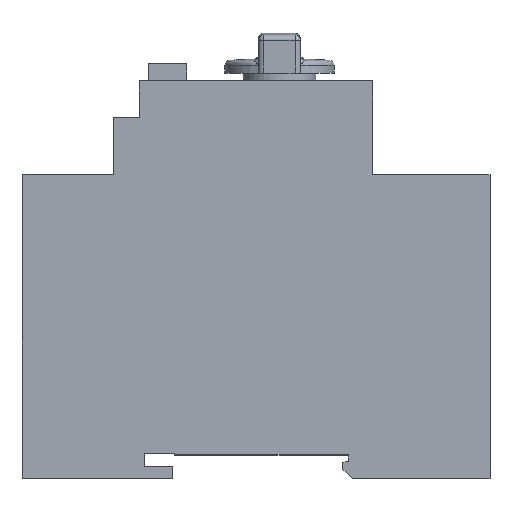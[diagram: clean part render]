
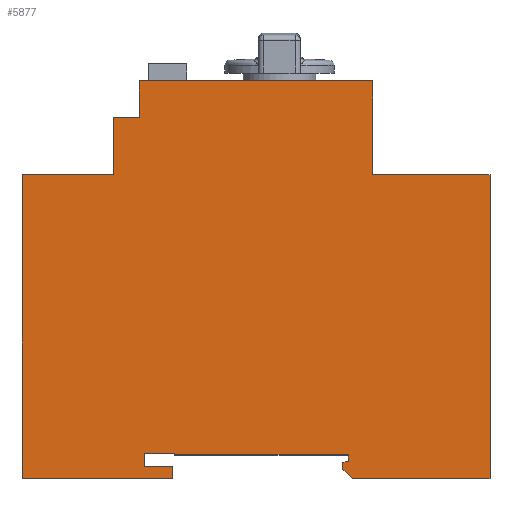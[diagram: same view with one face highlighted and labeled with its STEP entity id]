
A CAD part, top view. The second image highlights one B-rep face of the part: STEP entity #5877.
In plain terms, the highlighted planar face has unit normal (0, 0, 1).
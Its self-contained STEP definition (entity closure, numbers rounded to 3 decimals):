
#5200=CARTESIAN_POINT('',(22.45,53.85,22.35));
#5201=VERTEX_POINT('',#5200);
#5208=CARTESIAN_POINT('',(44.95,53.85,22.35));
#5209=VERTEX_POINT('',#5208);
#5210=CARTESIAN_POINT('',(22.45,53.85,22.35));
#5211=DIRECTION('',(1.0,0.0,0.0));
#5212=VECTOR('',#5211,22.5);
#5213=LINE('',#5210,#5212);
#5214=EDGE_CURVE('',#5201,#5209,#5213,.T.);
#5248=CARTESIAN_POINT('',(44.95,-4.5,22.35));
#5249=VERTEX_POINT('',#5248);
#5250=CARTESIAN_POINT('',(44.95,53.85,22.35));
#5251=DIRECTION('',(0.0,-1.0,0.0));
#5252=VECTOR('',#5251,58.35);
#5253=LINE('',#5250,#5252);
#5254=EDGE_CURVE('',#5209,#5249,#5253,.T.);
#5297=CARTESIAN_POINT('',(18.5,-4.5,22.35));
#5298=VERTEX_POINT('',#5297);
#5299=CARTESIAN_POINT('',(44.95,-4.5,22.35));
#5300=DIRECTION('',(-1.0,0.0,0.0));
#5301=VECTOR('',#5300,26.45);
#5302=LINE('',#5299,#5301);
#5303=EDGE_CURVE('',#5249,#5298,#5302,.T.);
#5328=CARTESIAN_POINT('',(16.7,-2.7,22.35));
#5329=VERTEX_POINT('',#5328);
#5330=CARTESIAN_POINT('',(18.5,-4.5,22.35));
#5331=DIRECTION('',(-0.707,0.707,0.0));
#5332=VECTOR('',#5331,2.546);
#5333=LINE('',#5330,#5332);
#5334=EDGE_CURVE('',#5298,#5329,#5333,.T.);
#5359=CARTESIAN_POINT('',(16.7,-1.468,22.35));
#5360=VERTEX_POINT('',#5359);
#5361=CARTESIAN_POINT('',(16.7,-2.7,22.35));
#5362=DIRECTION('',(0.0,1.0,0.0));
#5363=VECTOR('',#5362,1.232);
#5364=LINE('',#5361,#5363);
#5365=EDGE_CURVE('',#5329,#5360,#5364,.T.);
#5390=CARTESIAN_POINT('',(17.7,-1.2,22.35));
#5391=VERTEX_POINT('',#5390);
#5392=CARTESIAN_POINT('',(16.7,-1.468,22.35));
#5393=DIRECTION('',(0.966,0.259,0.0));
#5394=VECTOR('',#5393,1.035);
#5395=LINE('',#5392,#5394);
#5396=EDGE_CURVE('',#5360,#5391,#5395,.T.);
#5421=CARTESIAN_POINT('',(17.7,0.0,22.35));
#5422=VERTEX_POINT('',#5421);
#5423=CARTESIAN_POINT('',(17.7,-1.2,22.35));
#5424=DIRECTION('',(0.0,1.0,0.0));
#5425=VECTOR('',#5424,1.2);
#5426=LINE('',#5423,#5425);
#5427=EDGE_CURVE('',#5391,#5422,#5426,.T.);
#5452=CARTESIAN_POINT('',(-15.6,0.,22.35));
#5453=VERTEX_POINT('',#5452);
#5454=CARTESIAN_POINT('',(-15.6,0.,22.35));
#5455=DIRECTION('',(1.0,0.0,0.0));
#5456=VECTOR('',#5455,33.3);
#5457=LINE('',#5454,#5456);
#5458=EDGE_CURVE('',#5453,#5422,#5457,.T.);
#5483=CARTESIAN_POINT('',(-15.6,0.3,22.35));
#5484=VERTEX_POINT('',#5483);
#5485=CARTESIAN_POINT('',(-15.6,0.,22.35));
#5486=DIRECTION('',(0.0,1.0,0.0));
#5487=VECTOR('',#5486,0.3);
#5488=LINE('',#5485,#5487);
#5489=EDGE_CURVE('',#5453,#5484,#5488,.T.);
#5514=CARTESIAN_POINT('',(-21.5,0.3,22.35));
#5515=VERTEX_POINT('',#5514);
#5516=CARTESIAN_POINT('',(-15.6,0.3,22.35));
#5517=DIRECTION('',(-1.0,0.0,0.0));
#5518=VECTOR('',#5517,5.9);
#5519=LINE('',#5516,#5518);
#5520=EDGE_CURVE('',#5484,#5515,#5519,.T.);
#5545=CARTESIAN_POINT('',(-21.5,-2.2,22.35));
#5546=VERTEX_POINT('',#5545);
#5547=CARTESIAN_POINT('',(-21.5,0.3,22.35));
#5548=DIRECTION('',(0.0,-1.0,0.0));
#5549=VECTOR('',#5548,2.5);
#5550=LINE('',#5547,#5549);
#5551=EDGE_CURVE('',#5515,#5546,#5550,.T.);
#5576=CARTESIAN_POINT('',(-16.05,-2.2,22.35));
#5577=VERTEX_POINT('',#5576);
#5578=CARTESIAN_POINT('',(-21.5,-2.2,22.35));
#5579=DIRECTION('',(1.0,0.0,0.0));
#5580=VECTOR('',#5579,5.45);
#5581=LINE('',#5578,#5580);
#5582=EDGE_CURVE('',#5546,#5577,#5581,.T.);
#5607=CARTESIAN_POINT('',(-16.05,-4.5,22.35));
#5608=VERTEX_POINT('',#5607);
#5609=CARTESIAN_POINT('',(-16.05,-2.2,22.35));
#5610=DIRECTION('',(0.0,-1.0,0.0));
#5611=VECTOR('',#5610,2.3);
#5612=LINE('',#5609,#5611);
#5613=EDGE_CURVE('',#5577,#5608,#5612,.T.);
#5638=CARTESIAN_POINT('',(-44.95,-4.5,22.35));
#5639=VERTEX_POINT('',#5638);
#5640=CARTESIAN_POINT('',(-16.05,-4.5,22.35));
#5641=DIRECTION('',(-1.0,0.0,0.0));
#5642=VECTOR('',#5641,28.9);
#5643=LINE('',#5640,#5642);
#5644=EDGE_CURVE('',#5608,#5639,#5643,.T.);
#5669=CARTESIAN_POINT('',(-44.95,53.85,22.35));
#5670=VERTEX_POINT('',#5669);
#5671=CARTESIAN_POINT('',(-44.95,-4.5,22.35));
#5672=DIRECTION('',(0.0,1.0,0.0));
#5673=VECTOR('',#5672,58.35);
#5674=LINE('',#5671,#5673);
#5675=EDGE_CURVE('',#5639,#5670,#5674,.T.);
#5718=CARTESIAN_POINT('',(-27.45,53.85,22.35));
#5719=VERTEX_POINT('',#5718);
#5720=CARTESIAN_POINT('',(-44.95,53.85,22.35));
#5721=DIRECTION('',(1.0,0.0,0.0));
#5722=VECTOR('',#5721,17.5);
#5723=LINE('',#5720,#5722);
#5724=EDGE_CURVE('',#5670,#5719,#5723,.T.);
#5758=CARTESIAN_POINT('',(-27.45,64.85,22.35));
#5759=VERTEX_POINT('',#5758);
#5760=CARTESIAN_POINT('',(-27.45,53.85,22.35));
#5761=DIRECTION('',(0.0,1.0,0.0));
#5762=VECTOR('',#5761,11.);
#5763=LINE('',#5760,#5762);
#5764=EDGE_CURVE('',#5719,#5759,#5763,.T.);
#5789=CARTESIAN_POINT('',(-22.45,64.85,22.35));
#5790=VERTEX_POINT('',#5789);
#5791=CARTESIAN_POINT('',(-27.45,64.85,22.35));
#5792=DIRECTION('',(1.0,0.0,0.0));
#5793=VECTOR('',#5792,5.);
#5794=LINE('',#5791,#5793);
#5795=EDGE_CURVE('',#5759,#5790,#5794,.T.);
#5820=CARTESIAN_POINT('',(-22.45,71.85,22.35));
#5821=VERTEX_POINT('',#5820);
#5822=CARTESIAN_POINT('',(-22.45,64.85,22.35));
#5823=DIRECTION('',(0.0,1.0,0.0));
#5824=VECTOR('',#5823,7.0);
#5825=LINE('',#5822,#5824);
#5826=EDGE_CURVE('',#5790,#5821,#5825,.T.);
#5837=CARTESIAN_POINT('',(0.0,-8.318,22.35));
#5838=DIRECTION('',(0.0,0.0,1.0));
#5839=DIRECTION('',(1.0,0.0,0.0));
#5840=AXIS2_PLACEMENT_3D('',#5837,#5838,#5839);
#5841=PLANE('',#5840);
#5842=CARTESIAN_POINT('',(22.45,71.85,22.35));
#5843=VERTEX_POINT('',#5842);
#5844=CARTESIAN_POINT('',(22.45,71.85,22.35));
#5845=DIRECTION('',(0.0,-1.0,0.0));
#5846=VECTOR('',#5845,18.);
#5847=LINE('',#5844,#5846);
#5848=EDGE_CURVE('',#5843,#5201,#5847,.T.);
#5849=ORIENTED_EDGE('',*,*,#5848,.F.);
#5850=CARTESIAN_POINT('',(-22.45,71.85,22.35));
#5851=DIRECTION('',(1.0,0.0,0.0));
#5852=VECTOR('',#5851,44.9);
#5853=LINE('',#5850,#5852);
#5854=EDGE_CURVE('',#5821,#5843,#5853,.T.);
#5855=ORIENTED_EDGE('',*,*,#5854,.F.);
#5856=ORIENTED_EDGE('',*,*,#5826,.F.);
#5857=ORIENTED_EDGE('',*,*,#5795,.F.);
#5858=ORIENTED_EDGE('',*,*,#5764,.F.);
#5859=ORIENTED_EDGE('',*,*,#5724,.F.);
#5860=ORIENTED_EDGE('',*,*,#5675,.F.);
#5861=ORIENTED_EDGE('',*,*,#5644,.F.);
#5862=ORIENTED_EDGE('',*,*,#5613,.F.);
#5863=ORIENTED_EDGE('',*,*,#5582,.F.);
#5864=ORIENTED_EDGE('',*,*,#5551,.F.);
#5865=ORIENTED_EDGE('',*,*,#5520,.F.);
#5866=ORIENTED_EDGE('',*,*,#5489,.F.);
#5867=ORIENTED_EDGE('',*,*,#5458,.T.);
#5868=ORIENTED_EDGE('',*,*,#5427,.F.);
#5869=ORIENTED_EDGE('',*,*,#5396,.F.);
#5870=ORIENTED_EDGE('',*,*,#5365,.F.);
#5871=ORIENTED_EDGE('',*,*,#5334,.F.);
#5872=ORIENTED_EDGE('',*,*,#5303,.F.);
#5873=ORIENTED_EDGE('',*,*,#5254,.F.);
#5874=ORIENTED_EDGE('',*,*,#5214,.F.);
#5875=EDGE_LOOP('',(#5849,#5855,#5856,#5857,#5858,#5859,#5860,#5861,#5862,#5863,#5864,#5865,#5866,#5867,#5868,#5869,#5870,#5871,#5872,#5873,#5874));
#5876=FACE_OUTER_BOUND('',#5875,.T.);
#5877=ADVANCED_FACE('',(#5876),#5841,.T.);
